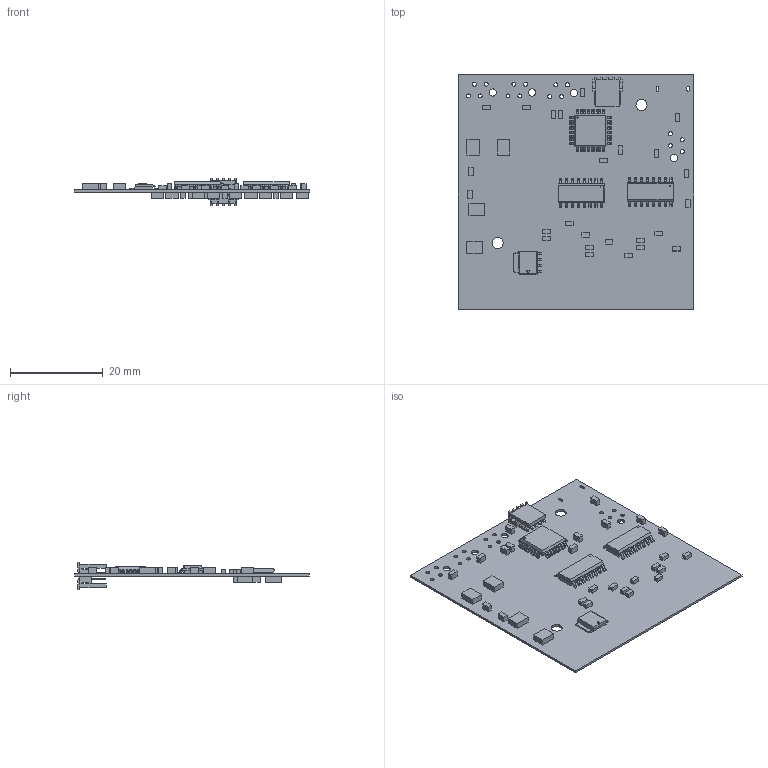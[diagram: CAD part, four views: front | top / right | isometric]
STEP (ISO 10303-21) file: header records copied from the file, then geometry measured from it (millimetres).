
FILE_DESCRIPTION(('Open CASCADE Model'),'2;1');
FILE_NAME('Open CASCADE Shape Model','2021-12-16T14:53:45',('Author'),( 'Open CASCADE'),'Open CASCADE STEP processor 6.8','Open CASCADE 6.8' ,'Unknown');
FILE_SCHEMA(('AUTOMOTIVE_DESIGN { 1 0 10303 214 1 1 1 1 }'));
Products named in the file (1): PCB
Bounding box: 50.75 x 50.5 x 5.84 mm (x, y, z)
Volume: 1550.3 mm3; surface area: 7034.5 mm2
Topology: 55 solids, 1002 shells, 1678 faces, 6557 edges, 5936 vertices
Faces by surface type: plane 1353, cylinder 325
Full cylindrical faces by diameter (mm): 0.199 x2, 0.28 x1, 0.85 x16, 1.55 x4, 2.4 x2
Entity records: 76746 total; most frequent: CARTESIAN_POINT 14175, DIRECTION 11080, ORIENTED_EDGE 8326, EDGE_CURVE 6557, VERTEX_POINT 5936, LINE 5386, VECTOR 5386, AXIS2_PLACEMENT_3D 2847
